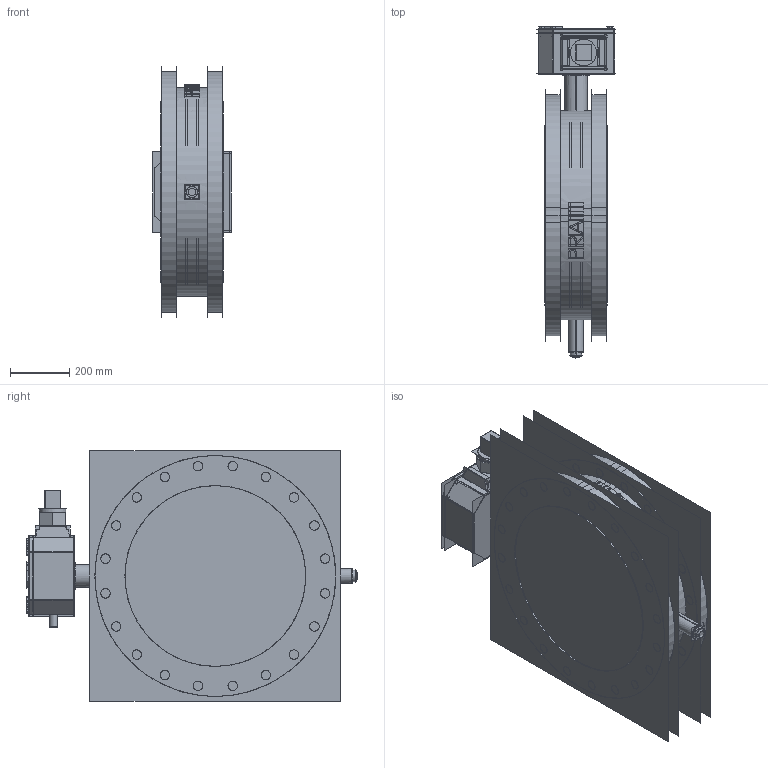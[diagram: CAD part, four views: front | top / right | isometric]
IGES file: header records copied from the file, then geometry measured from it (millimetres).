
Start section:  PTC IGES file: b_24_asm.igs
Global section: file name: b_24_asm.igs; native system: Creo Parametric by Parametric Technology Corporation; preprocessor: 2013050; author: HAPPY; organization: Unknown; date: 20170516.064935; units: millimetre
Bounding box: 264.16 x 1118.82 x 845.31 mm (x, y, z)
Volume: 82259114.6 mm3; surface area: 51768312.9 mm2
Topology: 43 solids, 16 shells, 818 faces, 5285 edges, 7566 vertices
Faces by surface type: revolution 398, bspline 396, extrusion 24
